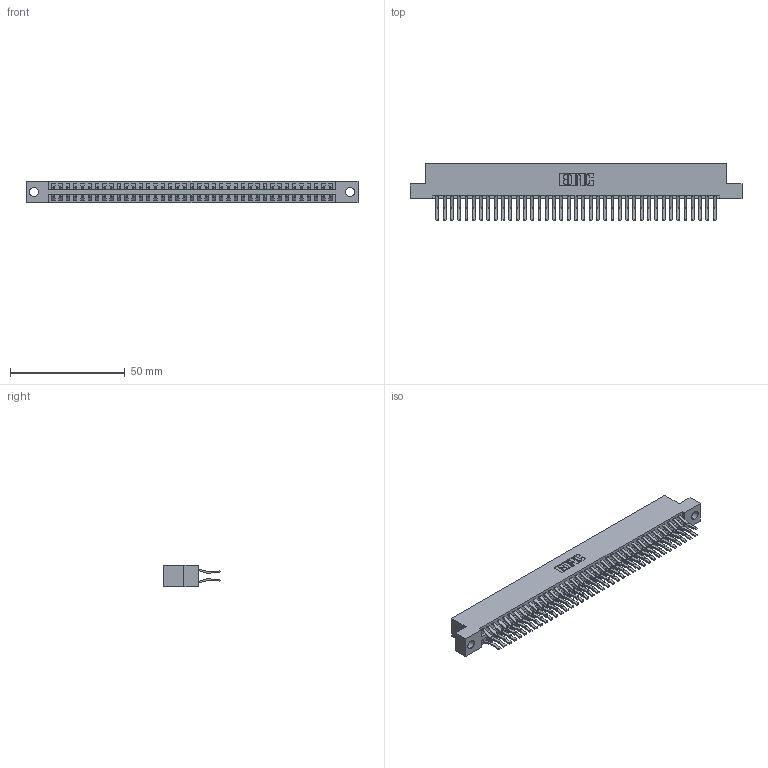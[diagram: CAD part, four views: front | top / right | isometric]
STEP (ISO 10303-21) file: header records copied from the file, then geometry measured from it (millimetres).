
FILE_DESCRIPTION (( 'STEP AP203' ), '1' );
FILE_NAME ('396-078-560-204.STEP', '2018-09-09T19:55:49', ( '' ), ( '' ), 'SwSTEP 2.0', 'SolidWorks 2016', '' );
FILE_SCHEMA (( 'CONFIG_CONTROL_DESIGN' ));
Length unit declared in the file: inch
Products named in the file (3): 346 Part_Flush Mounting Lugs - 0.156 Dia-TH; 345-292-001_560 Tail; 396-078-560-204
Assembly tree (79 placements, depth 2):
  396-078-560-204
    346 Part_Flush Mounting Lugs - 0.156 Dia-TH
    345-292-001_560 Tail  x78
Bounding box: 144.4 x 24.78 x 9.4 mm (x, y, z)
Volume: 14480.8 mm3; surface area: 21035 mm2
Topology: 79 solids, 79 shells, 4334 faces, 12887 edges, 8486 vertices
Faces by surface type: plane 2806, cylinder 1528
Entity records: 25947 total; most frequent: CARTESIAN_POINT 4280, ORIENTED_EDGE 4214, DIRECTION 3827, EDGE_CURVE 2107, VECTOR 1815, LINE 1815, VERTEX_POINT 1402, AXIS2_PLACEMENT_3D 1006
